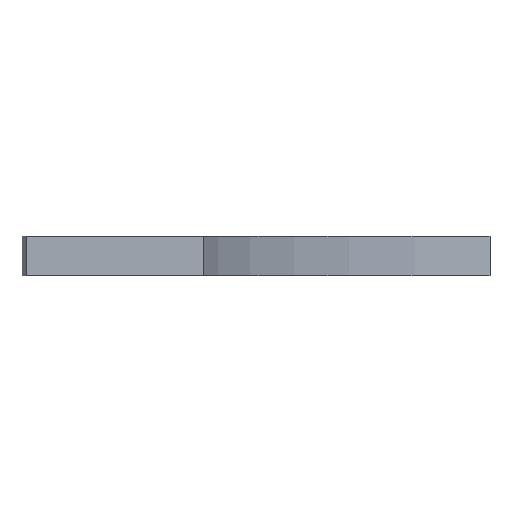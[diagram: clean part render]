
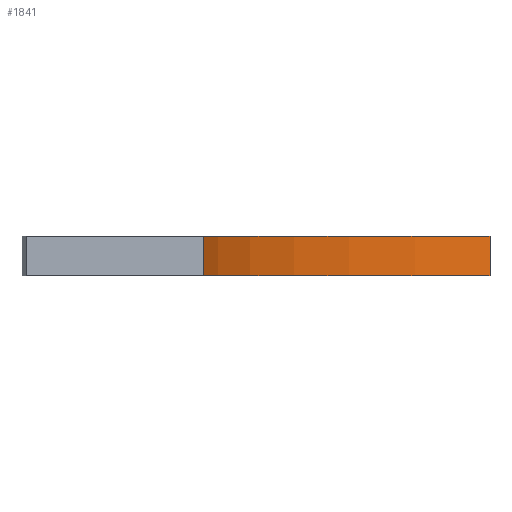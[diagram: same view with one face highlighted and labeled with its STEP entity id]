
A CAD part, left-side view. The second image highlights one B-rep face of the part: STEP entity #1841.
In plain terms, the highlighted cylindrical face has radius 106.362 mm (diameter 212.725 mm), a partial arc.
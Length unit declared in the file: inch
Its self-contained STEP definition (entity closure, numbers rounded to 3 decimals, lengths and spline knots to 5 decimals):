
#40 = VERTEX_POINT ( 'NONE', #1148 ) ;
#193 = CARTESIAN_POINT ( 'NONE',  ( -0.67499, 4.13274, -0.125 ) ) ;
#199 = FACE_OUTER_BOUND ( 'NONE', #217, .T. ) ;
#217 = EDGE_LOOP ( 'NONE', ( #3495, #822, #4290, #5974 ) ) ;
#243 = DIRECTION ( 'NONE',  ( 0., 0., 1. ) ) ;
#316 = CIRCLE ( 'NONE', #720, 4.1875 ) ;
#562 = VERTEX_POINT ( 'NONE', #2002 ) ;
#616 = AXIS2_PLACEMENT_3D ( 'NONE', #5271, #4758, #1717 ) ;
#720 = AXIS2_PLACEMENT_3D ( 'NONE', #731, #3601, #3632 ) ;
#731 = CARTESIAN_POINT ( 'NONE',  ( 0., 0., -0.125 ) ) ;
#822 = ORIENTED_EDGE ( 'NONE', *, *, #3726, .F. ) ;
#920 = CIRCLE ( 'NONE', #616, 4.1875 ) ;
#1138 = VERTEX_POINT ( 'NONE', #4947 ) ;
#1148 = CARTESIAN_POINT ( 'NONE',  ( 3.4747, 2.33701, -0.125 ) ) ;
#1152 = DIRECTION ( 'NONE',  ( 1., 0., 0. ) ) ;
#1286 = LINE ( 'NONE', #3588, #3152 ) ;
#1320 = AXIS2_PLACEMENT_3D ( 'NONE', #1685, #3095, #1152 ) ;
#1685 = CARTESIAN_POINT ( 'NONE',  ( 0., 0., -0.125 ) ) ;
#1717 = DIRECTION ( 'NONE',  ( 1., 0., 0. ) ) ;
#1841 = ADVANCED_FACE ( 'NONE', ( #199 ), #5596, .F. ) ;
#2002 = CARTESIAN_POINT ( 'NONE',  ( -0.67499, 4.13274, -0.125 ) ) ;
#2158 = EDGE_CURVE ( 'NONE', #562, #1138, #5046, .T. ) ;
#2547 = EDGE_CURVE ( 'NONE', #4973, #1138, #920, .T. ) ;
#2578 = DIRECTION ( 'NONE',  ( 0., 0., 1. ) ) ;
#3051 = CARTESIAN_POINT ( 'NONE',  ( 3.4747, 2.33701, 0.125 ) ) ;
#3095 = DIRECTION ( 'NONE',  ( 0., 0., 1. ) ) ;
#3152 = VECTOR ( 'NONE', #243, 39.37008 ) ;
#3495 = ORIENTED_EDGE ( 'NONE', *, *, #2158, .F. ) ;
#3588 = CARTESIAN_POINT ( 'NONE',  ( 3.4747, 2.33701, -0.125 ) ) ;
#3601 = DIRECTION ( 'NONE',  ( 0., 0., 1. ) ) ;
#3632 = DIRECTION ( 'NONE',  ( 1., 0., 0. ) ) ;
#3726 = EDGE_CURVE ( 'NONE', #40, #562, #316, .T. ) ;
#4290 = ORIENTED_EDGE ( 'NONE', *, *, #5926, .T. ) ;
#4758 = DIRECTION ( 'NONE',  ( 0., 0., 1. ) ) ;
#4947 = CARTESIAN_POINT ( 'NONE',  ( -0.67499, 4.13274, 0.125 ) ) ;
#4973 = VERTEX_POINT ( 'NONE', #3051 ) ;
#5046 = LINE ( 'NONE', #193, #6241 ) ;
#5271 = CARTESIAN_POINT ( 'NONE',  ( 0., 0., 0.125 ) ) ;
#5596 = CYLINDRICAL_SURFACE ( 'NONE', #1320, 4.1875 ) ;
#5926 = EDGE_CURVE ( 'NONE', #40, #4973, #1286, .T. ) ;
#5974 = ORIENTED_EDGE ( 'NONE', *, *, #2547, .T. ) ;
#6241 = VECTOR ( 'NONE', #2578, 39.37008 ) ;
